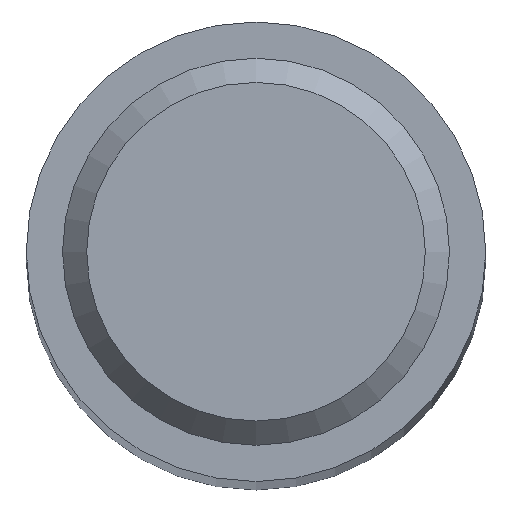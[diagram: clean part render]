
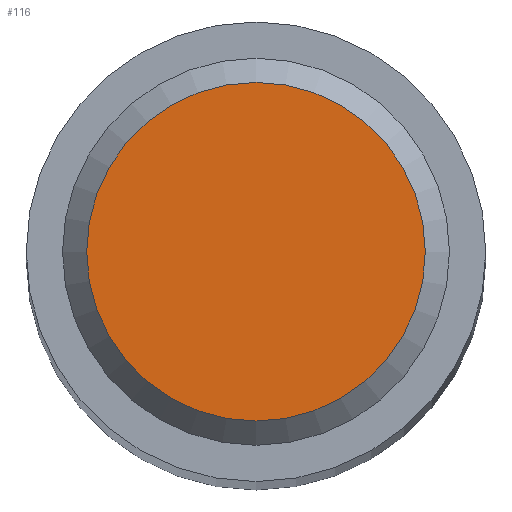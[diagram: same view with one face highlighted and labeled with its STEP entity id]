
A CAD part, top view. The second image highlights one B-rep face of the part: STEP entity #116.
In plain terms, the highlighted planar face has unit normal (0, 0, 1).
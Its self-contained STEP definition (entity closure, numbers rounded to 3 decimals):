
#32=FACE_OUTER_BOUND('',#41,.T.);
#41=EDGE_LOOP('',(#84));
#52=CIRCLE('',#149,21.);
#61=VERTEX_POINT('',#211);
#70=EDGE_CURVE('',#61,#61,#52,.T.);
#84=ORIENTED_EDGE('',*,*,#70,.F.);
#112=PLANE('',#148);
#116=ADVANCED_FACE('',(#32),#112,.F.);
#148=AXIS2_PLACEMENT_3D('',#210,#168,#169);
#149=AXIS2_PLACEMENT_3D('',#212,#170,#171);
#168=DIRECTION('center_axis',(0.,0.,-1.));
#169=DIRECTION('ref_axis',(1.,0.,0.));
#170=DIRECTION('center_axis',(0.,0.,-1.));
#171=DIRECTION('ref_axis',(-1.,0.,0.));
#210=CARTESIAN_POINT('Origin',(0.,0.,603.));
#211=CARTESIAN_POINT('',(-21.,0.,603.));
#212=CARTESIAN_POINT('Origin',(0.,0.,603.));
